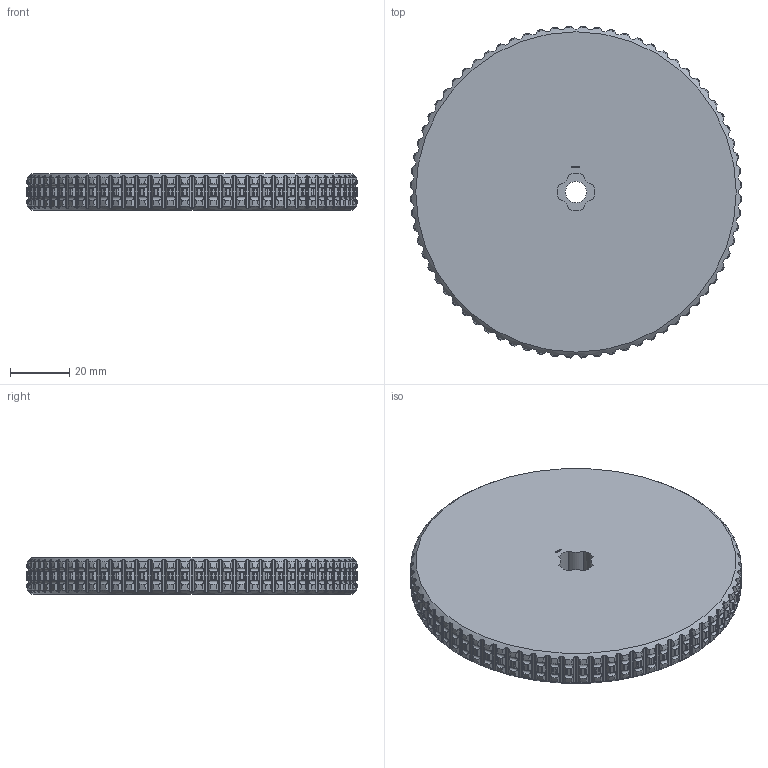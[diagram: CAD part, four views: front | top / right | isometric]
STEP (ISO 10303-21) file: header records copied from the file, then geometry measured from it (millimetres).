
FILE_DESCRIPTION(('FreeCAD Model'),'2;1');
FILE_NAME('Open CASCADE Shape Model','2023-12-20T21:13:23',(''),(''), 'Open CASCADE STEP processor 7.6','FreeCAD','Unknown');
FILE_SCHEMA(('AUTOMOTIVE_DESIGN { 1 0 10303 214 1 1 1 1 }'));
Products named in the file (1): Wheel GND TTRD PLN BU09.00x01.00 - SPN-WHL-0029 (stemfie.org)
Bounding box: 112.44 x 112.44 x 12.5 mm (x, y, z)
Volume: 119016.9 mm3; surface area: 25788.8 mm2
Topology: 1 solids, 1 shells, 2109 faces, 6150 edges, 4095 vertices
Faces by surface type: cylinder 805, plane 545, cone 323, torus 288, extrusion 148
Full cylindrical faces by diameter (mm): 2 x4, 7.2 x1
Entity records: 233002 total; most frequent: CARTESIAN_POINT 111213, DIRECTION 14893, ORIENTED_EDGE 12300, PCURVE 12300, DEFINITIONAL_REPRESENTATION 12300, B_SPLINE_CURVE_WITH_KNOTS 8968, VECTOR 8061, LINE 7913
